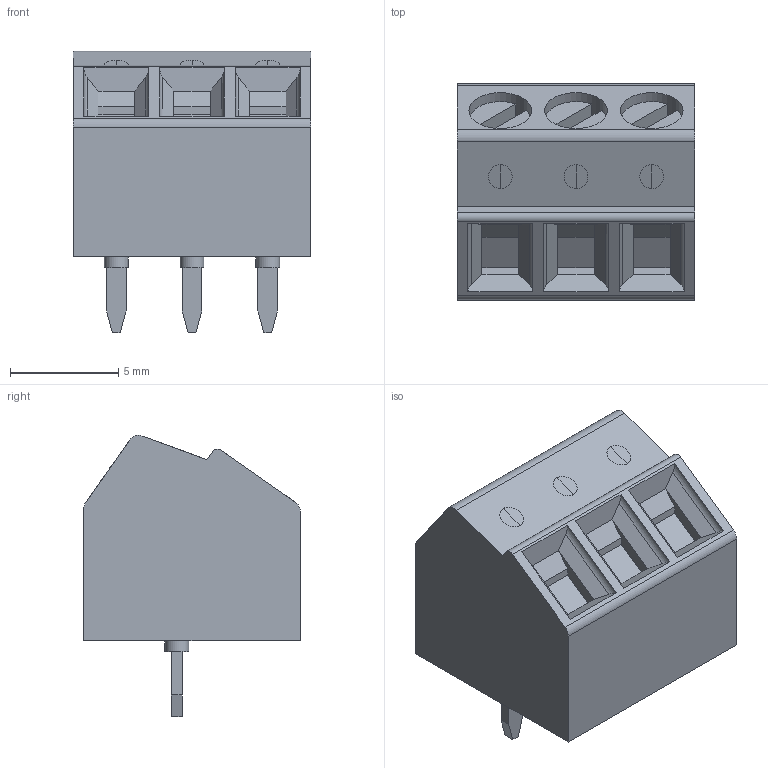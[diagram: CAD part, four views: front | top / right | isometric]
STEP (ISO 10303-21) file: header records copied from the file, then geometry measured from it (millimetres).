
FILE_DESCRIPTION(/* description */ (''),/* implementation_level */ '2;1');
FILE_NAME(/* name */ 'PHOENIX_1751109.stp',/* time_stamp */ '2017-02-01T10:14:28+01:00',/* author */ ('jchouvet'),/* organization */ (''),/* preprocessor_version */ 'ST-DEVELOPER v16.1',/* originating_system */ 'AutoCAD Mechanical',/* authorisation */ '');
FILE_SCHEMA (('AUTOMOTIVE_DESIGN { 1 0 10303 214 3 1 1 }'));
Length unit declared in the file: millimetre
Products named in the file (1): Product
Bounding box: 11 x 10 x 13 mm (x, y, z)
Volume: 861.4 mm3; surface area: 814.2 mm2
Topology: 13 solids, 13 shells, 136 faces, 297 edges, 196 vertices
Faces by surface type: plane 117, cylinder 19
Full cylindrical faces by diameter (mm): 1.1 x3, 2.8 x3, 2.9 x3
Entity records: 3641 total; most frequent: CARTESIAN_POINT 615, DIRECTION 612, ORIENTED_EDGE 570, EDGE_CURVE 285, LINE 232, VECTOR 232, VERTEX_POINT 193, AXIS2_PLACEMENT_3D 190
